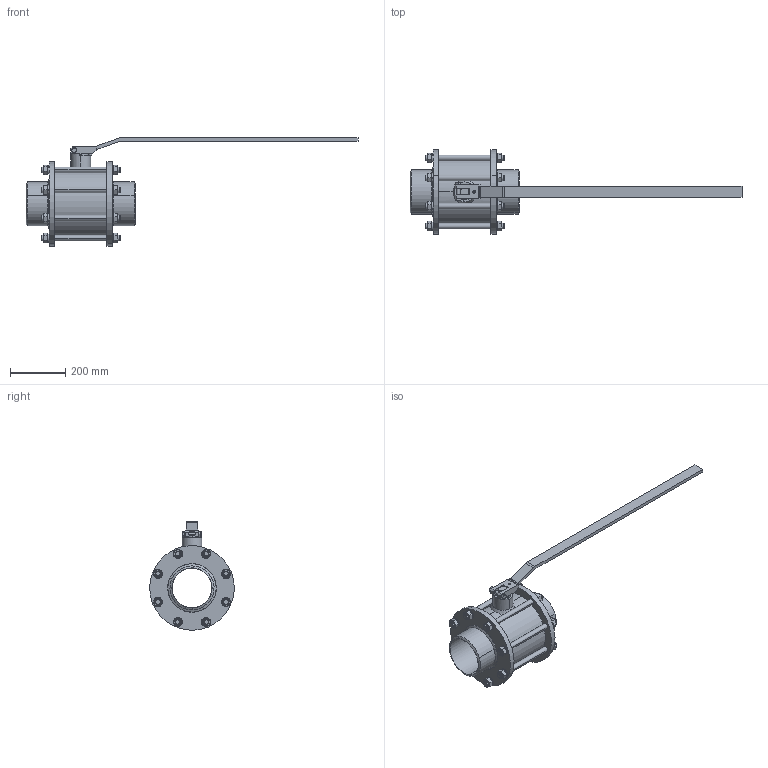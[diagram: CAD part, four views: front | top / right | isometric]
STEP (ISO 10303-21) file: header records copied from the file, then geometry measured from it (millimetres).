
FILE_DESCRIPTION((''),'2;1');
FILE_NAME('ÔÁ39 020 150 000.stp','2012-05-10T14:41:04',('Ãîíòàðåâ ÏÃ'),(''),'Autodesk Inventor 9','Autodesk Inventor 9','');
FILE_SCHEMA(('AUTOMOTIVE_DESIGN { 1 0 10303 214 1 1 1 1 }'));
Length unit declared in the file: millimetre
Products named in the file (1): 埡39 020 150 000
Bounding box: 1197.18 x 304.71 x 390.94 mm (x, y, z)
Volume: 7338647.2 mm3; surface area: 1267090.9 mm2
Topology: 1 solids, 19 shells, 909 faces, 2438 edges, 1554 vertices
Faces by surface type: plane 345, cylinder 275, cone 184, bspline 65, torus 32, sphere 8
Entity records: 30089 total; most frequent: CARTESIAN_POINT 7237, DIRECTION 5054, ORIENTED_EDGE 4866, EDGE_CURVE 2433, AXIS2_PLACEMENT_3D 2085, VERTEX_POINT 1552, CIRCLE 1104, EDGE_LOOP 1009
